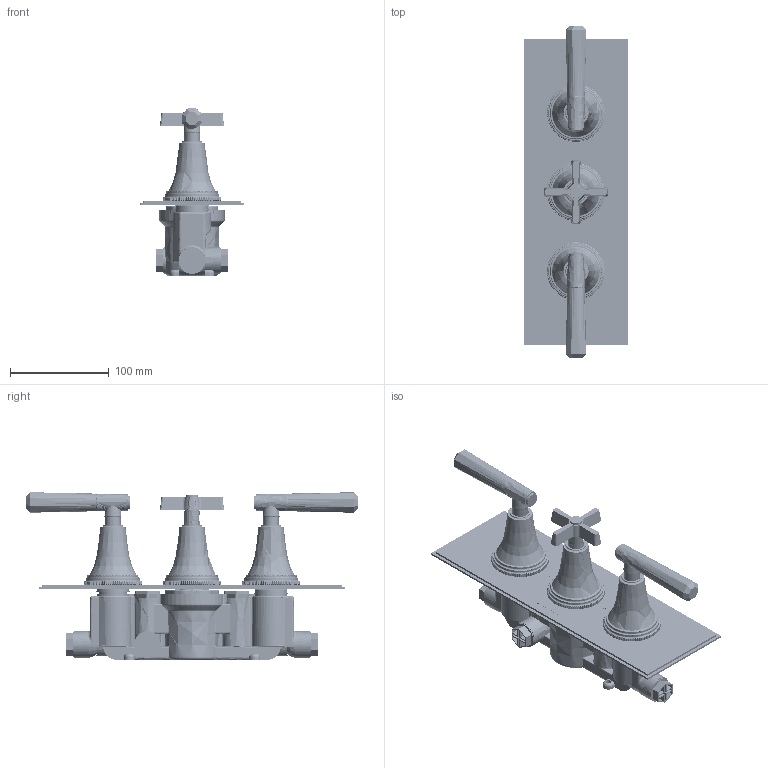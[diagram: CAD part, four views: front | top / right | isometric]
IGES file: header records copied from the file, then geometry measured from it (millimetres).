
Global section: file name: V602-H-TBCR CCR; native system: Autodesk Inventor 2020; preprocessor: unknown; author: adaniels; date: 20210813.090452; units: millimetre
Bounding box: 105 x 336 x 169.77 mm (x, y, z)
Volume: 735473.4 mm3; surface area: 388569.4 mm2
Topology: 88 solids, 93 shells, 4631 faces, 11706 edges, 7435 vertices
Faces by surface type: bspline 4631
